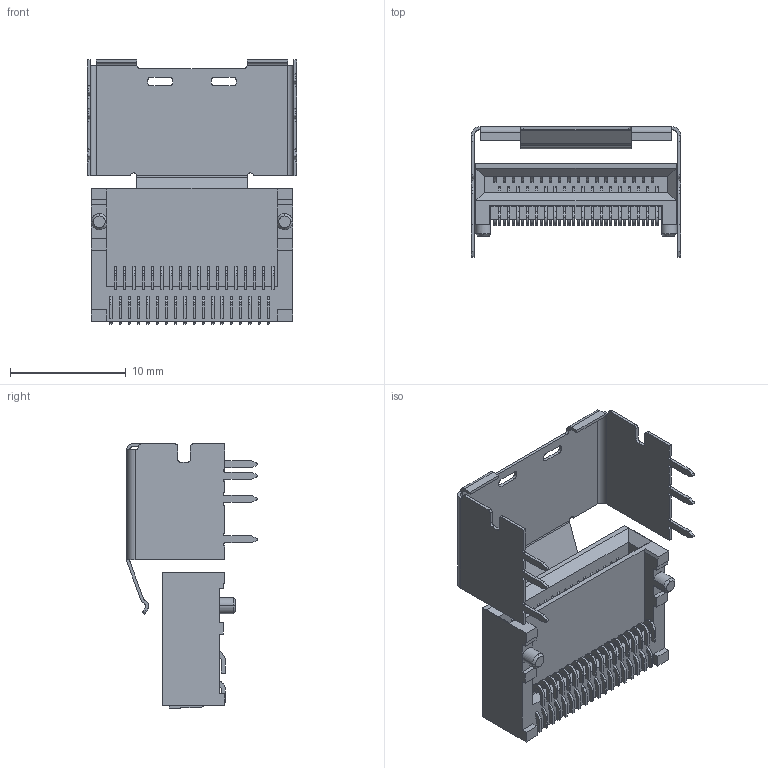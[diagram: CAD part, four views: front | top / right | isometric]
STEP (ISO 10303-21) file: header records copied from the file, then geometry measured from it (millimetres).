
FILE_DESCRIPTION(('STEP AP242'),'1');
FILE_NAME('1888019-6.stp','2022-12-06T07:37:57',('TraceParts'),('TraceParts S.A.'),'Spatial InterOp 3D',' ',' ');
FILE_SCHEMA(('AP242_MANAGED_MODEL_BASED_3D_ENGINEERING_MIM_LF {1 0 10303 442 1 1 4}'));
Length unit declared in the file: millimetre
Products named in the file (1): 1888019-6_1
Bounding box: 18.06 x 11.27 x 22.82 mm (x, y, z)
Volume: 809.1 mm3; surface area: 1901.7 mm2
Topology: 2 solids, 2 shells, 987 faces, 2700 edges, 1790 vertices
Faces by surface type: plane 593, cylinder 386, cone 8
Entity records: 44682 total; most frequent: CARTESIAN_POINT 5553, DIRECTION 5440, ORIENTED_EDGE 5400, EDGE_CURVE 2700, STYLED_ITEM 2660, PRESENTATION_STYLE_ASSIGNMENT 2660, COLOUR_RGB 2660, CURVE_STYLE 2658
